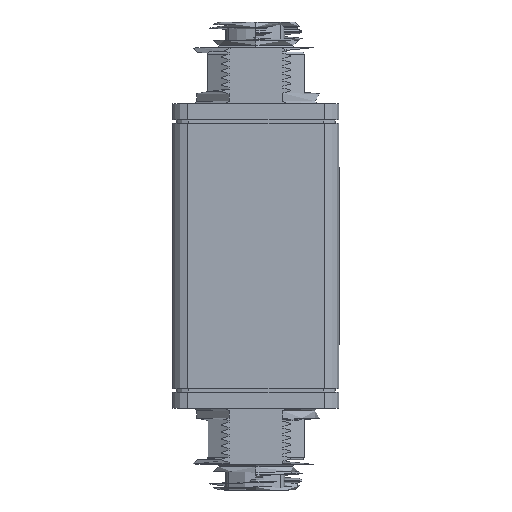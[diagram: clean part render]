
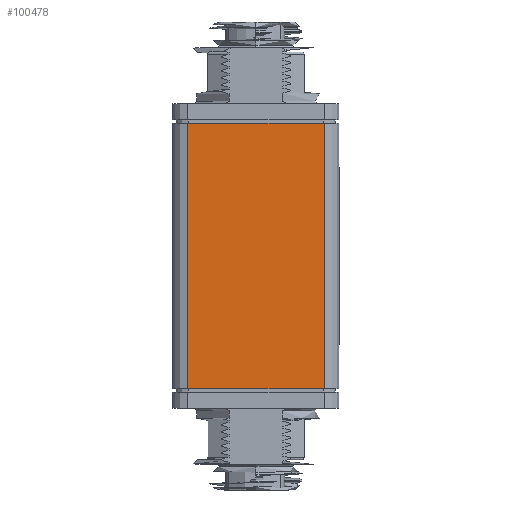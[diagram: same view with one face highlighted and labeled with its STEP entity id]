
A CAD part, left-side view. The second image highlights one B-rep face of the part: STEP entity #100478.
In plain terms, the highlighted planar face has unit normal (-1, 0, 0).
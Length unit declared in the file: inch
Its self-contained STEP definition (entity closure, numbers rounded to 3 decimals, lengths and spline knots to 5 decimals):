
#1530 = DIRECTION ( 'NONE',  ( 0., 0., 1. ) ) ;
#3306 = CARTESIAN_POINT ( 'NONE',  ( 0., 0.125, 1.125 ) ) ;
#3336 = PLANE ( 'NONE',  #139220 ) ;
#10808 = EDGE_LOOP ( 'NONE', ( #11071, #103666, #101312, #156237 ) ) ;
#11071 = ORIENTED_EDGE ( 'NONE', *, *, #140447, .F. ) ;
#13201 = CARTESIAN_POINT ( 'NONE',  ( 0., 0., -1.125 ) ) ;
#26302 = LINE ( 'NONE', #13201, #146545 ) ;
#31666 = EDGE_CURVE ( 'NONE', #79139, #49512, #97704, .T. ) ;
#35443 = DIRECTION ( 'NONE',  ( 0., 0., -1. ) ) ;
#43153 = DIRECTION ( 'NONE',  ( 0., -1., 0. ) ) ;
#49512 = VERTEX_POINT ( 'NONE', #132192 ) ;
#64349 = VECTOR ( 'NONE', #35443, 39.37008 ) ;
#71913 = VECTOR ( 'NONE', #1530, 39.37008 ) ;
#71967 = DIRECTION ( 'NONE',  ( 1., 0., 0. ) ) ;
#73860 = CARTESIAN_POINT ( 'NONE',  ( 0., 0.125, -1.125 ) ) ;
#79139 = VERTEX_POINT ( 'NONE', #73860 ) ;
#79962 = CARTESIAN_POINT ( 'NONE',  ( 0., 1.285, 1.125 ) ) ;
#81239 = FACE_OUTER_BOUND ( 'NONE', #10808, .T. ) ;
#83924 = CARTESIAN_POINT ( 'NONE',  ( 0., 0., 1.125 ) ) ;
#84483 = EDGE_CURVE ( 'NONE', #105584, #171582, #115811, .T. ) ;
#97704 = LINE ( 'NONE', #3306, #71913 ) ;
#100478 = ADVANCED_FACE ( 'NONE', ( #81239 ), #3336, .F. ) ;
#101312 = ORIENTED_EDGE ( 'NONE', *, *, #171823, .T. ) ;
#103666 = ORIENTED_EDGE ( 'NONE', *, *, #84483, .T. ) ;
#105584 = VERTEX_POINT ( 'NONE', #79962 ) ;
#105665 = CARTESIAN_POINT ( 'NONE',  ( 0., 1.285, 1.125 ) ) ;
#115811 = LINE ( 'NONE', #105665, #64349 ) ;
#127124 = DIRECTION ( 'NONE',  ( 0., 0., -1. ) ) ;
#131849 = CARTESIAN_POINT ( 'NONE',  ( 0., 1.285, -1.125 ) ) ;
#132192 = CARTESIAN_POINT ( 'NONE',  ( 0., 0.125, 1.125 ) ) ;
#139220 = AXIS2_PLACEMENT_3D ( 'NONE', #83924, #71967, #127124 ) ;
#139228 = CARTESIAN_POINT ( 'NONE',  ( 0., 0., 1.125 ) ) ;
#140447 = EDGE_CURVE ( 'NONE', #105584, #49512, #171108, .T. ) ;
#146545 = VECTOR ( 'NONE', #166277, 39.37008 ) ;
#156237 = ORIENTED_EDGE ( 'NONE', *, *, #31666, .T. ) ;
#164744 = VECTOR ( 'NONE', #43153, 39.37008 ) ;
#166277 = DIRECTION ( 'NONE',  ( 0., -1., 0. ) ) ;
#171108 = LINE ( 'NONE', #139228, #164744 ) ;
#171582 = VERTEX_POINT ( 'NONE', #131849 ) ;
#171823 = EDGE_CURVE ( 'NONE', #171582, #79139, #26302, .T. ) ;
